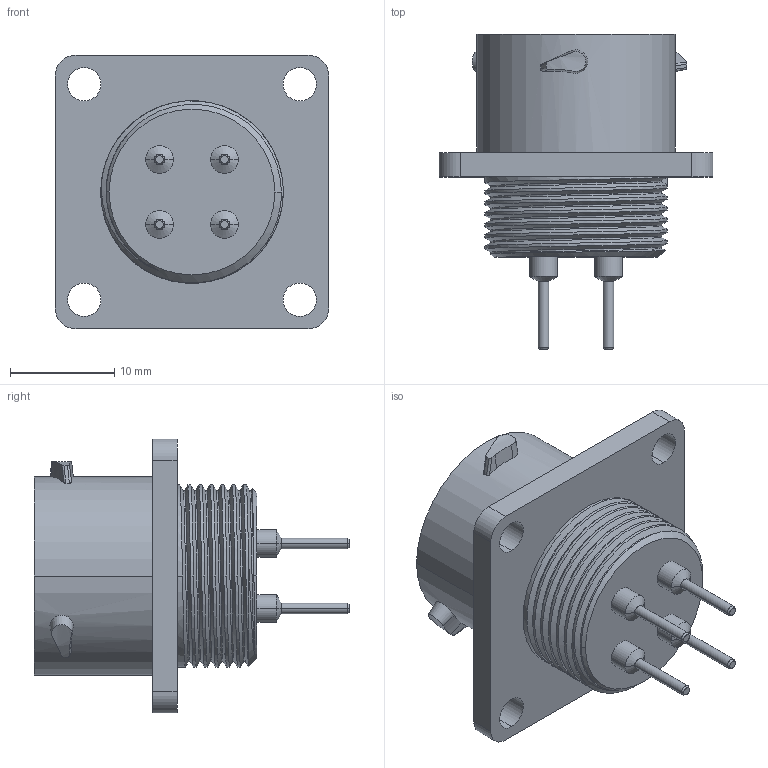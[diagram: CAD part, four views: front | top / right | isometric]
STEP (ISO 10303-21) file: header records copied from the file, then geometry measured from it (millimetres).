
FILE_DESCRIPTION((''),'2;1');
FILE_NAME('UTS012D4S-CATA','2011-04-18T',('jfeurprier'),('SOURIAU'),'PRO/ENGINEER BY PARAMETRIC TECHNOLOGY CORPORATION, 2010140','PRO/ENGINEER BY PARAMETRIC TECHNOLOGY CORPORATION, 2010140','');
FILE_SCHEMA(('CONFIG_CONTROL_DESIGN'));
Length unit declared in the file: millimetre
Products named in the file (1): UTS012D4S-CATA
Bounding box: 26.2 x 30.17 x 26.2 mm (x, y, z)
Volume: 6033.8 mm3; surface area: 3810.3 mm2
Topology: 1 solids, 1 shells, 257 faces, 670 edges, 437 vertices
Faces by surface type: plane 147, cylinder 60, cone 26, bspline 21, extrusion 3
Entity records: 12676 total; most frequent: CARTESIAN_POINT 6445, ORIENTED_EDGE 1340, DIRECTION 1168, EDGE_CURVE 670, VECTOR 468, LINE 465, VERTEX_POINT 437, AXIS2_PLACEMENT_3D 350
